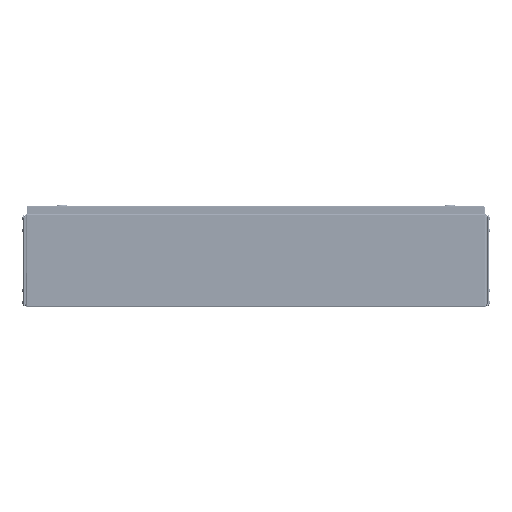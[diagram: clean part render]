
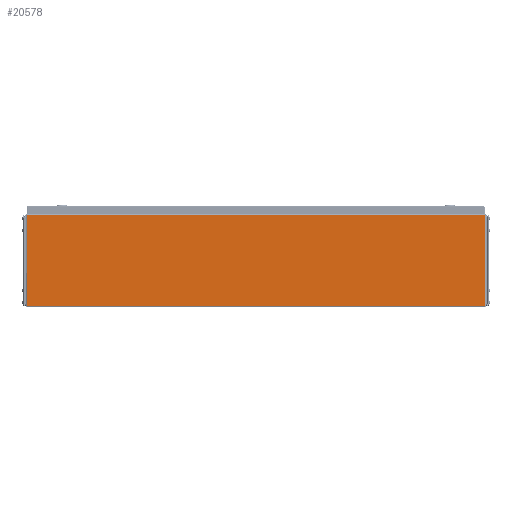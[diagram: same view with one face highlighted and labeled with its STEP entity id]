
A CAD part, left-side view. The second image highlights one B-rep face of the part: STEP entity #20578.
In plain terms, the highlighted planar face has unit normal (-1, 0, 0).
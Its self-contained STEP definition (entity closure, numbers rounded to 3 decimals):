
#268 = VECTOR ( 'NONE', #74264, 1000. ) ;
#1274 = CARTESIAN_POINT ( 'NONE',  ( -400., 570.5, 0. ) ) ;
#2390 = VECTOR ( 'NONE', #64497, 1000. ) ;
#4122 = EDGE_CURVE ( 'NONE', #51486, #57563, #17453, .T. ) ;
#4448 = CARTESIAN_POINT ( 'NONE',  ( -400., 570.5, 1. ) ) ;
#7936 = AXIS2_PLACEMENT_3D ( 'NONE', #82622, #18794, #11818 ) ;
#10883 = PLANE ( 'NONE',  #7936 ) ;
#11818 = DIRECTION ( 'NONE',  ( 0., 0., -1. ) ) ;
#17453 = LINE ( 'NONE', #45864, #268 ) ;
#18794 = DIRECTION ( 'NONE',  ( 1., 0., 0. ) ) ;
#20578 = ADVANCED_FACE ( 'NONE', ( #67255 ), #10883, .F. ) ;
#23169 = DIRECTION ( 'NONE',  ( 0., 0., -1. ) ) ;
#41048 = CARTESIAN_POINT ( 'NONE',  ( -400., -570.5, 1. ) ) ;
#45864 = CARTESIAN_POINT ( 'NONE',  ( -400., -570.5, 227.5 ) ) ;
#48461 = VECTOR ( 'NONE', #76909, 1000. ) ;
#49605 = ORIENTED_EDGE ( 'NONE', *, *, #4122, .T. ) ;
#50122 = LINE ( 'NONE', #78513, #2390 ) ;
#51486 = VERTEX_POINT ( 'NONE', #75120 ) ;
#52328 = EDGE_CURVE ( 'NONE', #57563, #80415, #59467, .T. ) ;
#55253 = VERTEX_POINT ( 'NONE', #41048 ) ;
#55404 = CARTESIAN_POINT ( 'NONE',  ( -400., 570.5, 227.5 ) ) ;
#57563 = VERTEX_POINT ( 'NONE', #55404 ) ;
#59467 = LINE ( 'NONE', #1274, #65474 ) ;
#62954 = ORIENTED_EDGE ( 'NONE', *, *, #91627, .F. ) ;
#64295 = CARTESIAN_POINT ( 'NONE',  ( -400., 570.5, 1. ) ) ;
#64497 = DIRECTION ( 'NONE',  ( 0., 0., 1. ) ) ;
#65474 = VECTOR ( 'NONE', #23169, 1000. ) ;
#67255 = FACE_OUTER_BOUND ( 'NONE', #75641, .T. ) ;
#67631 = EDGE_CURVE ( 'NONE', #55253, #51486, #50122, .T. ) ;
#70603 = ORIENTED_EDGE ( 'NONE', *, *, #52328, .T. ) ;
#70725 = ORIENTED_EDGE ( 'NONE', *, *, #67631, .T. ) ;
#74264 = DIRECTION ( 'NONE',  ( 0., 1., 0. ) ) ;
#75120 = CARTESIAN_POINT ( 'NONE',  ( -400., -570.5, 227.5 ) ) ;
#75641 = EDGE_LOOP ( 'NONE', ( #49605, #70603, #62954, #70725 ) ) ;
#76909 = DIRECTION ( 'NONE',  ( 0., 1., 0. ) ) ;
#77379 = LINE ( 'NONE', #64295, #48461 ) ;
#78513 = CARTESIAN_POINT ( 'NONE',  ( -400., -570.5, 0. ) ) ;
#80415 = VERTEX_POINT ( 'NONE', #4448 ) ;
#82622 = CARTESIAN_POINT ( 'NONE',  ( -400., 0., 0. ) ) ;
#91627 = EDGE_CURVE ( 'NONE', #55253, #80415, #77379, .T. ) ;
